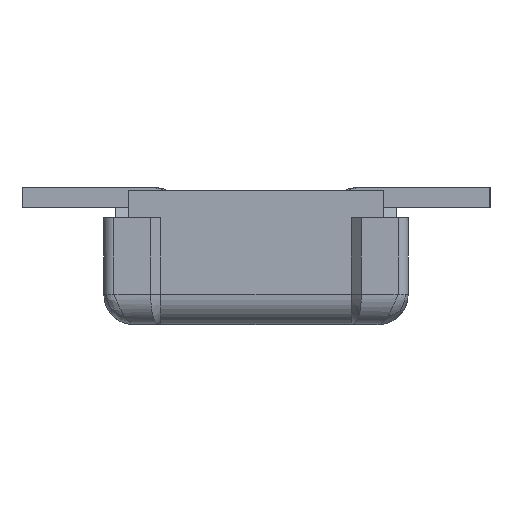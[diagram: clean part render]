
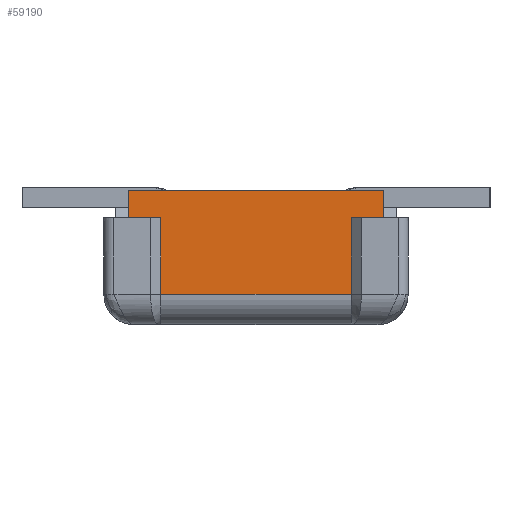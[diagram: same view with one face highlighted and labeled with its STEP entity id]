
A CAD part, front view. The second image highlights one B-rep face of the part: STEP entity #59190.
In plain terms, the highlighted face is planar.
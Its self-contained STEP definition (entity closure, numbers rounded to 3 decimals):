
#8700=CARTESIAN_POINT('',(0.37,0.355,
0.775));
#8710=VERTEX_POINT('',#8700);
#8740=CARTESIAN_POINT('',(0.37,0.355,
0.775));
#8750=DIRECTION('',(1.,0.,0.));
#8760=VECTOR('',#8750,1.);
#8770=LINE('',#8740,#8760);
#8780=CARTESIAN_POINT('',(0.465,0.355,
0.775));
#8790=VERTEX_POINT('',#8780);
#8800=EDGE_CURVE('',#8710,#8790,#8770,.T.);
#25300=CARTESIAN_POINT('',(1.035,0.355,
0.775));
#25310=VERTEX_POINT('',#25300);
#25340=CARTESIAN_POINT('',(1.13,0.355,0.775));
#25350=DIRECTION('',(-1.,0.,0.));
#25360=VECTOR('',#25350,1.);
#25370=LINE('',#25340,#25360);
#25380=CARTESIAN_POINT('',(1.13,0.355,0.775));
#25390=VERTEX_POINT('',#25380);
#25400=EDGE_CURVE('',#25390,#25310,#25370,.T.);
#33630=CARTESIAN_POINT('',(1.13,0.355,0.775));
#33640=DIRECTION('',(0.,1.,0.));
#33650=VECTOR('',#33640,1.);
#33660=LINE('',#33630,#33650);
#33670=CARTESIAN_POINT('',(1.13,0.435,0.775));
#33680=VERTEX_POINT('',#33670);
#33690=EDGE_CURVE('',#25390,#33680,#33660,.T.);
#44280=CARTESIAN_POINT('',(1.035,0.125,
0.775));
#44290=VERTEX_POINT('',#44280);
#44320=CARTESIAN_POINT('',(1.035,0.125,
0.775));
#44330=DIRECTION('',(0.,1.,0.));
#44340=VECTOR('',#44330,1.);
#44350=LINE('',#44320,#44340);
#44360=EDGE_CURVE('',#44290,#25310,#44350,.T.);
#57840=CARTESIAN_POINT('',(0.465,0.125,
0.775));
#57850=VERTEX_POINT('',#57840);
#57880=CARTESIAN_POINT('',(1.035,0.125,
0.775));
#57890=DIRECTION('',(-1.,0.,0.));
#57900=VECTOR('',#57890,1.);
#57910=LINE('',#57880,#57900);
#57920=EDGE_CURVE('',#44290,#57850,#57910,.T.);
#58760=CARTESIAN_POINT('',(0.465,0.125,
0.775));
#58770=DIRECTION('',(0.,1.,0.));
#58780=VECTOR('',#58770,1.);
#58790=LINE('',#58760,#58780);
#58800=EDGE_CURVE('',#57850,#8790,#58790,.T.);
#58920=CARTESIAN_POINT('',(0.765,0.255,
0.775));
#58930=DIRECTION('',(0.,0.,1.));
#58940=DIRECTION('',(-1.,0.,0.));
#58950=AXIS2_PLACEMENT_3D('',#58920,#58930,#58940);
#58960=PLANE('',#58950);
#58970=ORIENTED_EDGE('',*,*,#33690,.T.);
#58980=ORIENTED_EDGE('',*,*,#25400,.F.);
#58990=ORIENTED_EDGE('',*,*,#44360,.T.);
#59000=ORIENTED_EDGE('',*,*,#57920,.F.);
#59010=ORIENTED_EDGE('',*,*,#58800,.F.);
#59020=ORIENTED_EDGE('',*,*,#8800,.T.);
#59030=CARTESIAN_POINT('',(0.37,0.355,
0.775));
#59040=DIRECTION('',(0.,1.,0.));
#59050=VECTOR('',#59040,1.);
#59060=LINE('',#59030,#59050);
#59070=CARTESIAN_POINT('',(0.37,0.435,
0.775));
#59080=VERTEX_POINT('',#59070);
#59090=EDGE_CURVE('',#8710,#59080,#59060,.T.);
#59100=ORIENTED_EDGE('',*,*,#59090,.F.);
#59110=CARTESIAN_POINT('',(1.13,0.435,0.775));
#59120=DIRECTION('',(-1.,0.,0.));
#59130=VECTOR('',#59120,1.);
#59140=LINE('',#59110,#59130);
#59150=EDGE_CURVE('',#33680,#59080,#59140,.T.);
#59160=ORIENTED_EDGE('',*,*,#59150,.T.);
#59170=EDGE_LOOP('',(#59160,#59100,#59020,#59010,#59000,#58990,#58980,
#58970));
#59180=FACE_OUTER_BOUND('',#59170,.T.);
#59190=ADVANCED_FACE('',(#59180),#58960,.T.);
